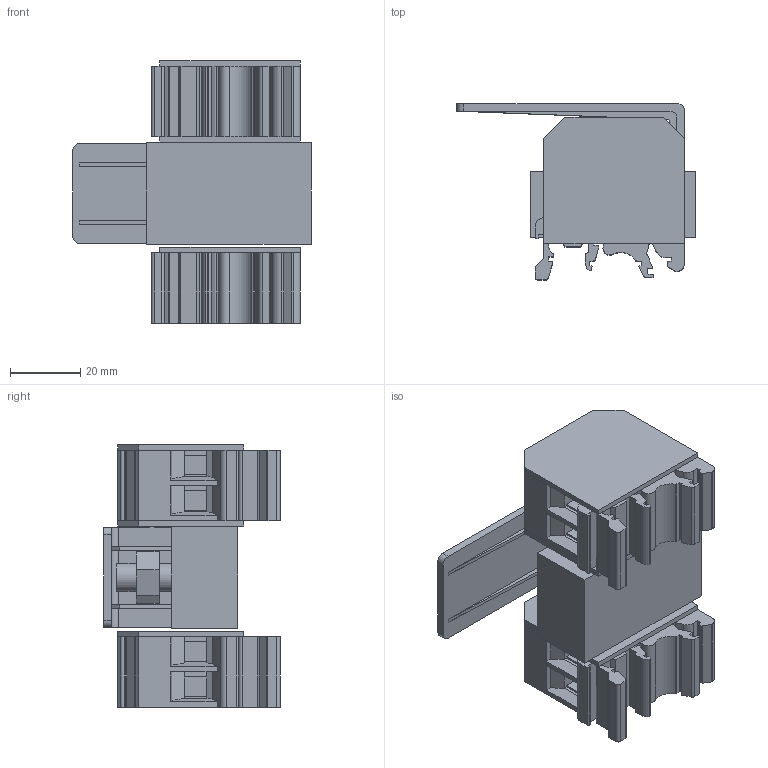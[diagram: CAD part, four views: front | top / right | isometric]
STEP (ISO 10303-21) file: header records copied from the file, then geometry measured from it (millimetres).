
FILE_DESCRIPTION(/* description */ ('Unknown'),/* implementation_level */ '2;1');
FILE_NAME(/* name */ 'DBK-1X4_3D_SOLID',/* time_stamp */ '2024-11-05T13:44:33+05:00',/* author */ ('Unknown'),/* organization */ ('Unknown'),/* preprocessor_version */ 'ST-DEVELOPER v16.7',/* originating_system */ 'Solid Edge',/* authorisation */ 'Unknown');
FILE_SCHEMA (('AUTOMOTIVE_DESIGN {1 0 10303 214 3 1 1}'));
Length unit declared in the file: millimetre
Products named in the file (1): DBK-1X4_GY_3D
Bounding box: 68 x 50.33 x 74.79 mm (x, y, z)
Volume: 92864.6 mm3; surface area: 39744.4 mm2
Topology: 2 solids, 5 shells, 504 faces, 1396 edges, 928 vertices
Faces by surface type: plane 394, cylinder 106, cone 3, bspline 1
Full cylindrical faces by diameter (mm): 2.9 x4, 6.5 x8, 8 x2
Entity records: 17896 total; most frequent: CARTESIAN_POINT 2831, ORIENTED_EDGE 2744, DIRECTION 2598, EDGE_CURVE 1372, LINE 1150, VECTOR 1150, VERTEX_POINT 920, AXIS2_PLACEMENT_3D 724
